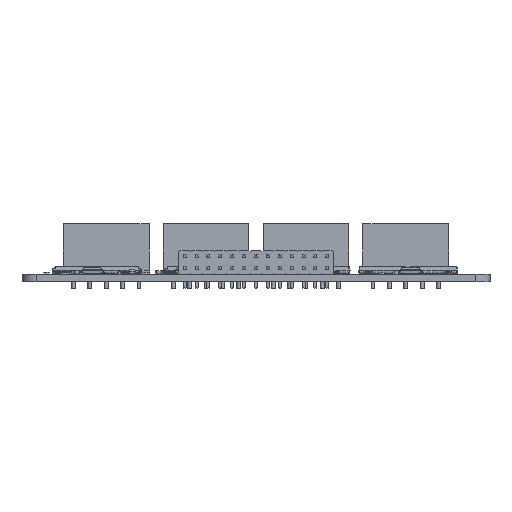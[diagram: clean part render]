
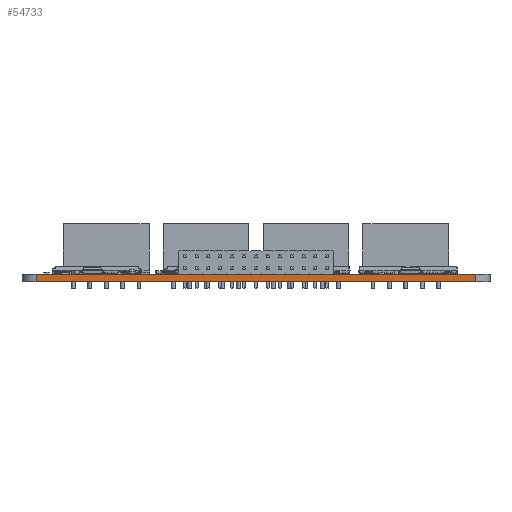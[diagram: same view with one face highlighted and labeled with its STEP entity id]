
A CAD part, front view. The second image highlights one B-rep face of the part: STEP entity #54733.
In plain terms, the highlighted planar face has unit normal (0, -1, 0).
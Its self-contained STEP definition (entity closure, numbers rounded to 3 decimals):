
#52358 = VERTEX_POINT('',#52359);
#52359 = CARTESIAN_POINT('',(153.,-150.,0.));
#52366 = EDGE_CURVE('',#52367,#52358,#52369,.T.);
#52367 = VERTEX_POINT('',#52368);
#52368 = CARTESIAN_POINT('',(247.,-150.,0.));
#52369 = LINE('',#52370,#52371);
#52370 = CARTESIAN_POINT('',(247.,-150.,0.));
#52371 = VECTOR('',#52372,1.);
#52372 = DIRECTION('',(-1.,0.,0.));
#53532 = VERTEX_POINT('',#53533);
#53533 = CARTESIAN_POINT('',(153.,-150.,1.6));
#53540 = EDGE_CURVE('',#53541,#53532,#53543,.T.);
#53541 = VERTEX_POINT('',#53542);
#53542 = CARTESIAN_POINT('',(247.,-150.,1.6));
#53543 = LINE('',#53544,#53545);
#53544 = CARTESIAN_POINT('',(247.,-150.,1.6));
#53545 = VECTOR('',#53546,1.);
#53546 = DIRECTION('',(-1.,0.,0.));
#54705 = EDGE_CURVE('',#52367,#53541,#54706,.T.);
#54706 = LINE('',#54707,#54708);
#54707 = CARTESIAN_POINT('',(247.,-150.,0.));
#54708 = VECTOR('',#54709,1.);
#54709 = DIRECTION('',(0.,0.,1.));
#54733 = ADVANCED_FACE('',(#54734),#54745,.T.);
#54734 = FACE_BOUND('',#54735,.T.);
#54735 = EDGE_LOOP('',(#54736,#54737,#54738,#54744));
#54736 = ORIENTED_EDGE('',*,*,#54705,.T.);
#54737 = ORIENTED_EDGE('',*,*,#53540,.T.);
#54738 = ORIENTED_EDGE('',*,*,#54739,.F.);
#54739 = EDGE_CURVE('',#52358,#53532,#54740,.T.);
#54740 = LINE('',#54741,#54742);
#54741 = CARTESIAN_POINT('',(153.,-150.,0.));
#54742 = VECTOR('',#54743,1.);
#54743 = DIRECTION('',(0.,0.,1.));
#54744 = ORIENTED_EDGE('',*,*,#52366,.F.);
#54745 = PLANE('',#54746);
#54746 = AXIS2_PLACEMENT_3D('',#54747,#54748,#54749);
#54747 = CARTESIAN_POINT('',(247.,-150.,0.));
#54748 = DIRECTION('',(0.,-1.,0.));
#54749 = DIRECTION('',(-1.,0.,0.));
